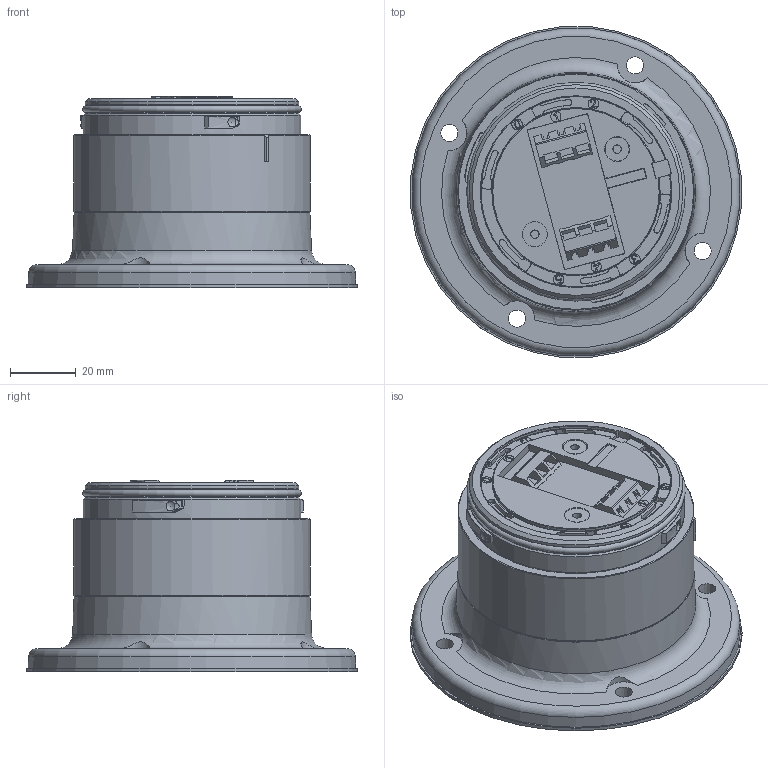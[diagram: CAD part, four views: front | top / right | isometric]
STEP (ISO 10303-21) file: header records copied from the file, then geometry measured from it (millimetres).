
FILE_DESCRIPTION(/* description */ (''),/* implementation_level */ '2;1');
FILE_NAME(/* name */ 'XMF.stp',/* time_stamp */ '2015-04-29T06:55:29+02:00',/* author */ (''),/* organization */ (''),/* preprocessor_version */ 'ST-DEVELOPER v11',/* originating_system */ 'SIEMENS PLM Software NX 7.5',/* authorisation */ '');
FILE_SCHEMA (('AUTOMOTIVE_DESIGN { 1 0 10303 214 1 1 1 1 }'));
Length unit declared in the file: millimetre
Products named in the file (1): m.ne8A55jw8f
Bounding box: 100.62 x 100.62 x 58.18 mm (x, y, z)
Volume: 245336 mm3; surface area: 45876.6 mm2
Topology: 3 solids, 3 shells, 448 faces, 1173 edges, 750 vertices
Faces by surface type: plane 213, cone 95, cylinder 71, torus 23, sphere 19, extrusion 17, bspline 10
Full cylindrical faces by diameter (mm): 3.1 x2, 3.2 x4, 5.5 x4, 7.6 x2, 34 x1, 62.5 x1, 65.1 x1, 72 x1, 97 x1, 101 x1
Entity records: 15181 total; most frequent: CARTESIAN_POINT 4375, ORIENTED_EDGE 2182, DIRECTION 2177, EDGE_CURVE 1091, AXIS2_PLACEMENT_3D 788, VERTEX_POINT 725, VECTOR 601, LINE 584
